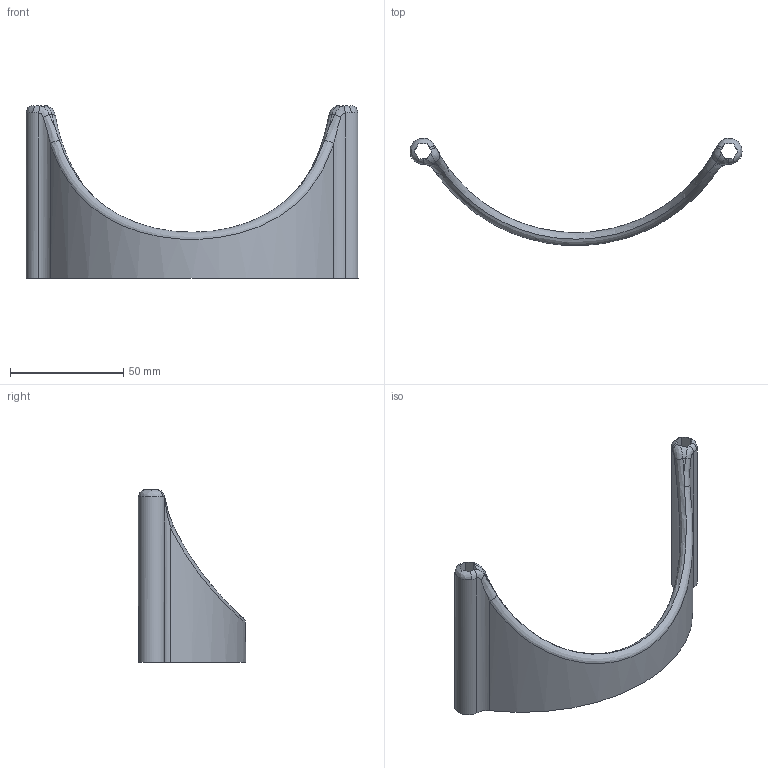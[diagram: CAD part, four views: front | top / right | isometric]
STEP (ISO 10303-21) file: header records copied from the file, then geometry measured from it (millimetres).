
FILE_DESCRIPTION(/* description */ (''),/* implementation_level */ '2;1');
FILE_NAME(/* name */ 'Hopper Back Wall (3D print).step',/* time_stamp */ '2024-06-27T21:11:39-05:00',/* author */ (''),/* organization */ (''),/* preprocessor_version */ 'ST-DEVELOPER v20',/* originating_system */ 'Autodesk Translation Framework v13.14.0.145',/* authorisation */ '');
FILE_SCHEMA (('AUTOMOTIVE_DESIGN { 1 0 10303 214 3 1 1 }'));
Length unit declared in the file: metre
Products named in the file (1): new basket cutout
Bounding box: 146.4 x 47.27 x 76.1 mm (x, y, z)
Volume: 40336.7 mm3; surface area: 20510.5 mm2
Topology: 1 solids, 1 shells, 37 faces, 101 edges, 64 vertices
Faces by surface type: bspline 16, plane 13, cylinder 6, torus 2
Entity records: 2028 total; most frequent: CARTESIAN_POINT 1180, ORIENTED_EDGE 202, DIRECTION 122, EDGE_CURVE 101, VERTEX_POINT 64, B_SPLINE_CURVE_WITH_KNOTS 47, AXIS2_PLACEMENT_3D 46, EDGE_LOOP 39
